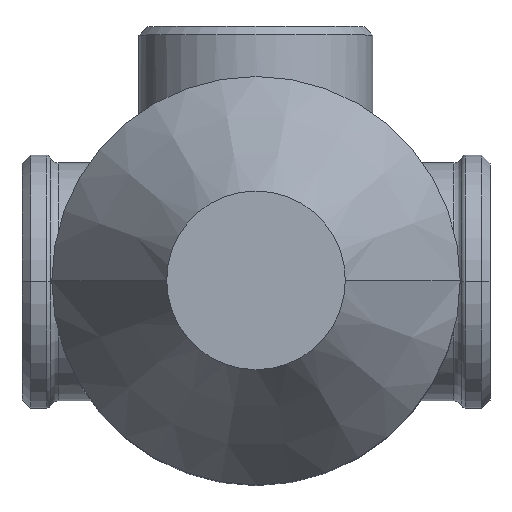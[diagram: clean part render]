
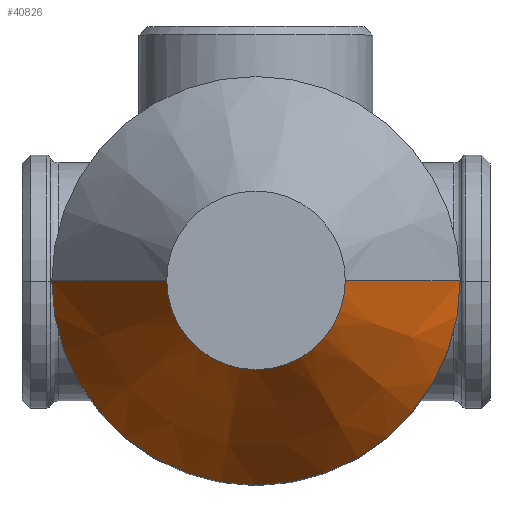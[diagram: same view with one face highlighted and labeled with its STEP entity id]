
A CAD part, top view. The second image highlights one B-rep face of the part: STEP entity #40826.
In plain terms, the highlighted conical face has half-angle 31.869 degrees and reference radius 17.25 mm.
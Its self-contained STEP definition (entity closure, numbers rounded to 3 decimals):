
#40329=DIRECTION('',(0.528,0.,0.849));
#40330=VECTOR('',#40329,25.569);
#40331=CARTESIAN_POINT('',(-24.,0.,76.786));
#40332=LINE('',#40331,#40330);
#40333=DIRECTION('',(-0.528,0.,0.849));
#40334=VECTOR('',#40333,25.569);
#40335=CARTESIAN_POINT('',(24.,0.,76.786));
#40336=LINE('',#40335,#40334);
#40337=CARTESIAN_POINT('',(0.,0.,76.786));
#40338=DIRECTION('',(0.,0.,1.));
#40339=DIRECTION('',(-1.,0.,0.));
#40340=AXIS2_PLACEMENT_3D('',#40337,#40338,#40339);
#40342=CARTESIAN_POINT('',(0.,0.,98.5));
#40343=DIRECTION('',(0.,0.,1.));
#40344=DIRECTION('',(-1.,0.,0.));
#40345=AXIS2_PLACEMENT_3D('',#40342,#40343,#40344);
#40365=CARTESIAN_POINT('',(-24.,0.,76.786));
#40367=VERTEX_POINT('',#40365);
#40368=CARTESIAN_POINT('',(-10.5,0.,98.5));
#40369=VERTEX_POINT('',#40368);
#40371=CARTESIAN_POINT('',(24.,0.,76.786));
#40373=VERTEX_POINT('',#40371);
#40374=CARTESIAN_POINT('',(10.5,0.,98.5));
#40375=VERTEX_POINT('',#40374);
#40814=CARTESIAN_POINT('',(0.,0.,87.643));
#40815=DIRECTION('',(0.,0.,-1.));
#40816=DIRECTION('',(1.,0.,0.));
#40817=AXIS2_PLACEMENT_3D('',#40814,#40815,#40816);
#40818=CONICAL_SURFACE('',#40817,17.25,31.869);
#40819=ORIENTED_EDGE('',*,*,#40797,.T.);
#40821=ORIENTED_EDGE('',*,*,#40820,.T.);
#40822=ORIENTED_EDGE('',*,*,#40800,.F.);
#40823=ORIENTED_EDGE('',*,*,#40757,.F.);
#40824=EDGE_LOOP('',(#40819,#40821,#40822,#40823));
#40825=FACE_OUTER_BOUND('',#40824,.F.);
#40826=ADVANCED_FACE('',(#40825),#40818,.T.);
#40341=CIRCLE('',#40340,24.);
#40346=CIRCLE('',#40345,10.5);
#40757=EDGE_CURVE('',#40367,#40373,#40341,.T.);
#40797=EDGE_CURVE('',#40367,#40369,#40332,.T.);
#40800=EDGE_CURVE('',#40373,#40375,#40336,.T.);
#40820=EDGE_CURVE('',#40369,#40375,#40346,.T.);
